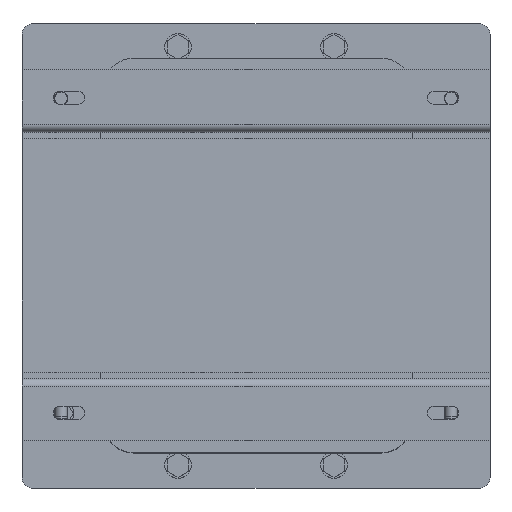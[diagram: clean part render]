
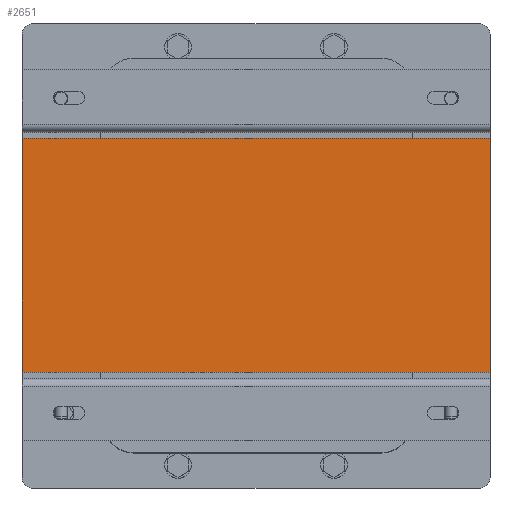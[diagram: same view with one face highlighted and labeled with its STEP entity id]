
A CAD part, top view. The second image highlights one B-rep face of the part: STEP entity #2651.
In plain terms, the highlighted face is planar.
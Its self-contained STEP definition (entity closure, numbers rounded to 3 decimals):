
#2239=DIRECTION('',(-1.,0.,0.));
#2240=VECTOR('',#2239,300.);
#2241=CARTESIAN_POINT('',(150.,125.,-75.));
#2242=LINE('',#2241,#2240);
#2315=DIRECTION('',(0.,0.,1.));
#2316=VECTOR('',#2315,150.);
#2317=CARTESIAN_POINT('',(-150.,125.,-75.));
#2318=LINE('',#2317,#2316);
#2319=DIRECTION('',(0.,0.,1.));
#2320=VECTOR('',#2319,150.);
#2321=CARTESIAN_POINT('',(150.,125.,-75.));
#2322=LINE('',#2321,#2320);
#2335=DIRECTION('',(-1.,0.,0.));
#2336=VECTOR('',#2335,300.);
#2337=CARTESIAN_POINT('',(150.,125.,75.));
#2338=LINE('',#2337,#2336);
#2483=CARTESIAN_POINT('',(-150.,125.,-75.));
#2485=VERTEX_POINT('',#2483);
#2489=CARTESIAN_POINT('',(150.,125.,-75.));
#2490=VERTEX_POINT('',#2489);
#2507=CARTESIAN_POINT('',(-150.,125.,75.));
#2509=VERTEX_POINT('',#2507);
#2513=CARTESIAN_POINT('',(150.,125.,75.));
#2514=VERTEX_POINT('',#2513);
#2638=CARTESIAN_POINT('',(150.,125.,-75.));
#2639=DIRECTION('',(0.,1.,0.));
#2640=DIRECTION('',(-1.,0.,0.));
#2641=AXIS2_PLACEMENT_3D('',#2638,#2639,#2640);
#2642=PLANE('',#2641);
#2643=ORIENTED_EDGE('',*,*,#2574,.F.);
#2645=ORIENTED_EDGE('',*,*,#2644,.T.);
#2647=ORIENTED_EDGE('',*,*,#2646,.T.);
#2648=ORIENTED_EDGE('',*,*,#2629,.F.);
#2649=EDGE_LOOP('',(#2643,#2645,#2647,#2648));
#2650=FACE_OUTER_BOUND('',#2649,.F.);
#2574=EDGE_CURVE('',#2490,#2485,#2242,.T.);
#2629=EDGE_CURVE('',#2485,#2509,#2318,.T.);
#2644=EDGE_CURVE('',#2490,#2514,#2322,.T.);
#2646=EDGE_CURVE('',#2514,#2509,#2338,.T.);
#2651=ADVANCED_FACE('',(#2650),#2642,.T.);
